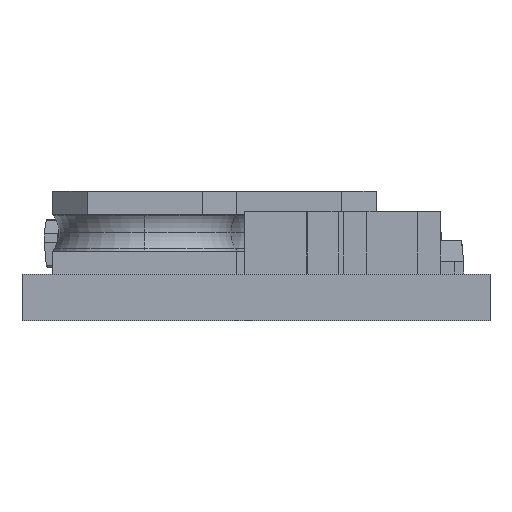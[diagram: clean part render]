
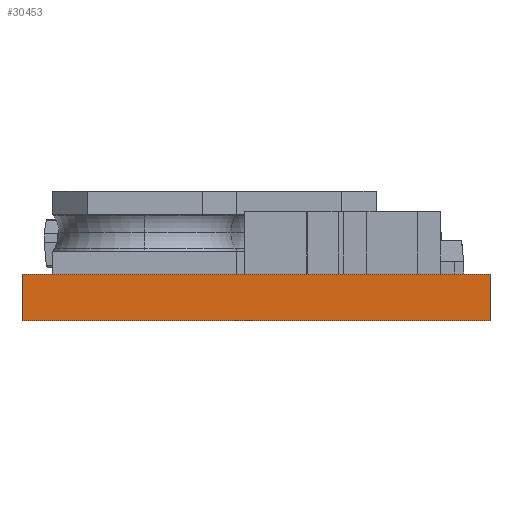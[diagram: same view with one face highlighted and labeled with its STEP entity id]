
A CAD part, front view. The second image highlights one B-rep face of the part: STEP entity #30453.
In plain terms, the highlighted planar face has unit normal (0, -1, 0).
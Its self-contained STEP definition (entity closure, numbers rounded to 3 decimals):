
#1184 = EDGE_CURVE ( 'NONE', #4803, #27110, #6690, .T. ) ;
#2589 = VERTEX_POINT ( 'NONE', #10839 ) ;
#3151 = CARTESIAN_POINT ( 'NONE',  ( 0., 0., 1.016 ) ) ;
#3569 = CARTESIAN_POINT ( 'NONE',  ( 10.16, 0., 1.016 ) ) ;
#4803 = VERTEX_POINT ( 'NONE', #19217 ) ;
#4937 = VECTOR ( 'NONE', #17763, 1000. ) ;
#4997 = EDGE_CURVE ( 'NONE', #4803, #23292, #30301, .T. ) ;
#6690 = LINE ( 'NONE', #23737, #4937 ) ;
#7730 = EDGE_CURVE ( 'NONE', #27110, #2589, #34490, .T. ) ;
#10839 = CARTESIAN_POINT ( 'NONE',  ( 10.16, 0., 0. ) ) ;
#11645 = ORIENTED_EDGE ( 'NONE', *, *, #1184, .F. ) ;
#11932 = DIRECTION ( 'NONE',  ( 1., 0., 0. ) ) ;
#14199 = LINE ( 'NONE', #31984, #19025 ) ;
#14634 = CARTESIAN_POINT ( 'NONE',  ( 0., 0., 0. ) ) ;
#15287 = EDGE_LOOP ( 'NONE', ( #24793, #25927, #11645, #16216 ) ) ;
#16216 = ORIENTED_EDGE ( 'NONE', *, *, #4997, .T. ) ;
#17703 = AXIS2_PLACEMENT_3D ( 'NONE', #26104, #34771, #21472 ) ;
#17763 = DIRECTION ( 'NONE',  ( 1., 0., 0. ) ) ;
#19025 = VECTOR ( 'NONE', #11932, 1000. ) ;
#19217 = CARTESIAN_POINT ( 'NONE',  ( 0., 0., 1.016 ) ) ;
#19266 = EDGE_CURVE ( 'NONE', #23292, #2589, #14199, .T. ) ;
#21472 = DIRECTION ( 'NONE',  ( 0., 0., 1. ) ) ;
#22682 = FACE_OUTER_BOUND ( 'NONE', #15287, .T. ) ;
#23292 = VERTEX_POINT ( 'NONE', #14634 ) ;
#23737 = CARTESIAN_POINT ( 'NONE',  ( 0., 0., 1.016 ) ) ;
#24793 = ORIENTED_EDGE ( 'NONE', *, *, #19266, .T. ) ;
#25920 = VECTOR ( 'NONE', #33827, 1000. ) ;
#25927 = ORIENTED_EDGE ( 'NONE', *, *, #7730, .F. ) ;
#26104 = CARTESIAN_POINT ( 'NONE',  ( 0., 0., 1.016 ) ) ;
#27075 = VECTOR ( 'NONE', #31803, 1000. ) ;
#27110 = VERTEX_POINT ( 'NONE', #27413 ) ;
#27413 = CARTESIAN_POINT ( 'NONE',  ( 10.16, 0., 1.016 ) ) ;
#30301 = LINE ( 'NONE', #3151, #25920 ) ;
#30453 = ADVANCED_FACE ( 'NONE', ( #22682 ), #34418, .F. ) ;
#31803 = DIRECTION ( 'NONE',  ( 0., 0., -1. ) ) ;
#31984 = CARTESIAN_POINT ( 'NONE',  ( 0., 0., 0. ) ) ;
#33827 = DIRECTION ( 'NONE',  ( 0., 0., -1. ) ) ;
#34418 = PLANE ( 'NONE',  #17703 ) ;
#34490 = LINE ( 'NONE', #3569, #27075 ) ;
#34771 = DIRECTION ( 'NONE',  ( 0., 1., 0. ) ) ;
